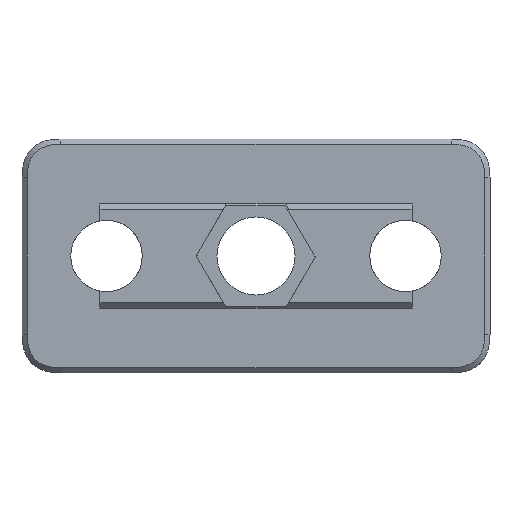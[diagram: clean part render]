
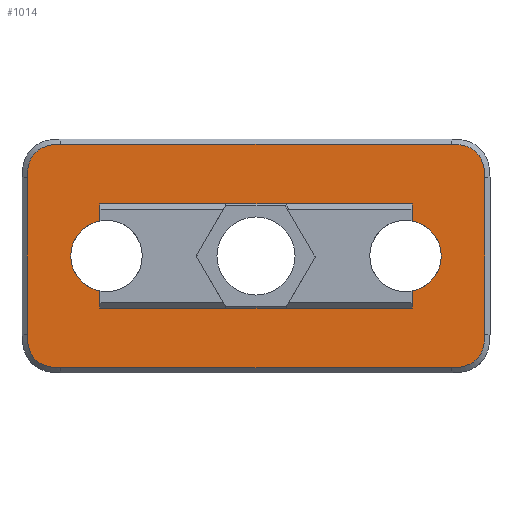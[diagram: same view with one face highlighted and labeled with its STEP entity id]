
A CAD part, left-side view. The second image highlights one B-rep face of the part: STEP entity #1014.
In plain terms, the highlighted planar face has unit normal (-1, 0, 0).
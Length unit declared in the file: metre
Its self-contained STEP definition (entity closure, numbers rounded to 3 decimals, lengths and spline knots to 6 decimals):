
#26=B_SPLINE_CURVE_WITH_KNOTS('',3,(#1659,#1660,#1661,#1662,#1663,#1664,
#1665),.UNSPECIFIED.,.F.,.F.,(4,1,1,1,4),(0.,0.001054,0.002108,
0.003161,0.004215),.UNSPECIFIED.);
#27=B_SPLINE_CURVE_WITH_KNOTS('',3,(#1699,#1700,#1701,#1702,#1703,#1704,
#1705),.UNSPECIFIED.,.F.,.F.,(4,1,1,1,4),(0.,0.001054,0.002108,
0.003163,0.004217),.UNSPECIFIED.);
#30=B_SPLINE_CURVE_WITH_KNOTS('',3,(#1765,#1766,#1767,#1768,#1769,#1770,
#1771),.UNSPECIFIED.,.F.,.F.,(4,1,1,1,4),(0.,0.001054,0.002108,
0.003161,0.004215),.UNSPECIFIED.);
#31=B_SPLINE_CURVE_WITH_KNOTS('',3,(#1805,#1806,#1807,#1808,#1809,#1810,
#1811),.UNSPECIFIED.,.F.,.F.,(4,1,1,1,4),(0.,0.001054,0.002108,
0.003163,0.004217),.UNSPECIFIED.);
#55=CIRCLE('',#1070,0.00275);
#57=CIRCLE('',#1073,0.00275);
#212=ORIENTED_EDGE('',*,*,#431,.F.);
#213=ORIENTED_EDGE('',*,*,#453,.F.);
#214=ORIENTED_EDGE('',*,*,#456,.F.);
#215=ORIENTED_EDGE('',*,*,#457,.T.);
#216=ORIENTED_EDGE('',*,*,#428,.F.);
#217=ORIENTED_EDGE('',*,*,#458,.T.);
#218=ORIENTED_EDGE('',*,*,#452,.F.);
#219=ORIENTED_EDGE('',*,*,#459,.F.);
#220=ORIENTED_EDGE('',*,*,#408,.T.);
#221=ORIENTED_EDGE('',*,*,#403,.T.);
#222=ORIENTED_EDGE('',*,*,#410,.T.);
#223=ORIENTED_EDGE('',*,*,#416,.T.);
#224=ORIENTED_EDGE('',*,*,#422,.T.);
#225=ORIENTED_EDGE('',*,*,#424,.T.);
#226=ORIENTED_EDGE('',*,*,#420,.T.);
#227=ORIENTED_EDGE('',*,*,#414,.T.);
#403=EDGE_CURVE('',#537,#536,#629,.T.);
#408=EDGE_CURVE('',#540,#537,#26,.T.);
#410=EDGE_CURVE('',#536,#541,#27,.T.);
#414=EDGE_CURVE('',#543,#540,#636,.T.);
#416=EDGE_CURVE('',#541,#546,#638,.T.);
#420=EDGE_CURVE('',#548,#543,#30,.T.);
#422=EDGE_CURVE('',#546,#549,#31,.T.);
#424=EDGE_CURVE('',#549,#548,#642,.T.);
#428=EDGE_CURVE('',#552,#553,#55,.T.);
#431=EDGE_CURVE('',#555,#556,#57,.T.);
#452=EDGE_CURVE('',#564,#563,#664,.T.);
#453=EDGE_CURVE('',#565,#555,#665,.T.);
#456=EDGE_CURVE('',#566,#565,#668,.T.);
#457=EDGE_CURVE('',#566,#553,#669,.T.);
#458=EDGE_CURVE('',#552,#563,#670,.T.);
#459=EDGE_CURVE('',#556,#564,#671,.T.);
#536=VERTEX_POINT('',#1613);
#537=VERTEX_POINT('',#1615);
#540=VERTEX_POINT('',#1651);
#541=VERTEX_POINT('',#1697);
#543=VERTEX_POINT('',#1715);
#546=VERTEX_POINT('',#1722);
#548=VERTEX_POINT('',#1757);
#549=VERTEX_POINT('',#1803);
#552=VERTEX_POINT('',#1826);
#553=VERTEX_POINT('',#1828);
#555=VERTEX_POINT('',#1834);
#556=VERTEX_POINT('',#1835);
#563=VERTEX_POINT('',#1898);
#564=VERTEX_POINT('',#1900);
#565=VERTEX_POINT('',#1904);
#566=VERTEX_POINT('',#1908);
#629=LINE('',#1614,#736);
#636=LINE('',#1718,#743);
#638=LINE('',#1723,#745);
#642=LINE('',#1820,#749);
#664=LINE('',#1901,#771);
#665=LINE('',#1903,#772);
#668=LINE('',#1909,#775);
#669=LINE('',#1911,#776);
#670=LINE('',#1913,#777);
#671=LINE('',#1914,#778);
#736=VECTOR('',#1178,1.);
#743=VECTOR('',#1187,1.);
#745=VECTOR('',#1191,1.);
#749=VECTOR('',#1197,1.);
#771=VECTOR('',#1237,1.);
#772=VECTOR('',#1240,1.);
#775=VECTOR('',#1245,1.);
#776=VECTOR('',#1248,1.);
#777=VECTOR('',#1251,1.);
#778=VECTOR('',#1252,1.);
#832=EDGE_LOOP('',(#212,#213,#214,#215,#216,#217,#218,#219));
#833=EDGE_LOOP('',(#220,#221,#222,#223,#224,#225,#226,#227));
#903=FACE_BOUND('',#832,.T.);
#904=FACE_BOUND('',#833,.T.);
#958=PLANE('',#1080);
#1014=ADVANCED_FACE('',(#903,#904),#958,.T.);
#1070=AXIS2_PLACEMENT_3D('',#1827,#1204,#1205);
#1073=AXIS2_PLACEMENT_3D('',#1833,#1211,#1212);
#1080=AXIS2_PLACEMENT_3D('',#1912,#1249,#1250);
#1178=DIRECTION('',(0.,-1.,0.));
#1187=DIRECTION('',(0.,0.,-1.));
#1191=DIRECTION('',(0.,0.,1.));
#1197=DIRECTION('',(0.,1.,0.));
#1204=DIRECTION('',(-1.,0.,0.));
#1205=DIRECTION('',(0.,0.,1.));
#1211=DIRECTION('',(-1.,0.,0.));
#1212=DIRECTION('',(0.,0.,1.));
#1237=DIRECTION('',(0.,1.,0.));
#1240=DIRECTION('',(0.,0.,1.));
#1245=DIRECTION('',(0.,-1.,0.));
#1248=DIRECTION('',(0.,0.,1.));
#1249=DIRECTION('',(-1.,0.,0.));
#1250=DIRECTION('',(0.,-1.,0.));
#1251=DIRECTION('',(0.,0.,1.));
#1252=DIRECTION('',(0.,0.,1.));
#1613=CARTESIAN_POINT('',(-0.01819,0.122209,0.049303));
#1614=CARTESIAN_POINT('',(-0.01819,0.122209,0.049303));
#1615=CARTESIAN_POINT('',(-0.01819,0.152209,0.049303));
#1651=CARTESIAN_POINT('',(-0.01819,0.154809,0.051903));
#1659=CARTESIAN_POINT('',(-0.01819,0.154809,0.051903));
#1660=CARTESIAN_POINT('',(-0.01819,0.154808,0.051548));
#1661=CARTESIAN_POINT('',(-0.01819,0.154753,0.050846));
#1662=CARTESIAN_POINT('',(-0.01819,0.154259,0.049852));
#1663=CARTESIAN_POINT('',(-0.01819,0.153272,0.049361));
#1664=CARTESIAN_POINT('',(-0.01819,0.152564,0.049303));
#1665=CARTESIAN_POINT('',(-0.01819,0.152209,0.049303));
#1697=CARTESIAN_POINT('',(-0.01819,0.119609,0.051903));
#1699=CARTESIAN_POINT('',(-0.01819,0.122209,0.049303));
#1700=CARTESIAN_POINT('',(-0.01819,0.121854,0.049303));
#1701=CARTESIAN_POINT('',(-0.01819,0.121152,0.049359));
#1702=CARTESIAN_POINT('',(-0.01819,0.120158,0.049853));
#1703=CARTESIAN_POINT('',(-0.01819,0.119667,0.05084));
#1704=CARTESIAN_POINT('',(-0.01819,0.119609,0.051548));
#1705=CARTESIAN_POINT('',(-0.01819,0.119609,0.051903));
#1715=CARTESIAN_POINT('',(-0.01819,0.154809,0.063903));
#1718=CARTESIAN_POINT('',(-0.01819,0.154809,0.051903));
#1722=CARTESIAN_POINT('',(-0.01819,0.119609,0.063903));
#1723=CARTESIAN_POINT('',(-0.01819,0.119609,0.057903));
#1757=CARTESIAN_POINT('',(-0.01819,0.152209,0.066503));
#1765=CARTESIAN_POINT('',(-0.01819,0.152209,0.066503));
#1766=CARTESIAN_POINT('',(-0.01819,0.152563,0.066502));
#1767=CARTESIAN_POINT('',(-0.01819,0.153265,0.066446));
#1768=CARTESIAN_POINT('',(-0.01819,0.154259,0.065952));
#1769=CARTESIAN_POINT('',(-0.01819,0.15475,0.064966));
#1770=CARTESIAN_POINT('',(-0.01819,0.154808,0.064257));
#1771=CARTESIAN_POINT('',(-0.01819,0.154809,0.063903));
#1803=CARTESIAN_POINT('',(-0.01819,0.122209,0.066503));
#1805=CARTESIAN_POINT('',(-0.01819,0.119609,0.063903));
#1806=CARTESIAN_POINT('',(-0.01819,0.119609,0.064257));
#1807=CARTESIAN_POINT('',(-0.01819,0.119665,0.06496));
#1808=CARTESIAN_POINT('',(-0.01819,0.120159,0.065953));
#1809=CARTESIAN_POINT('',(-0.01819,0.121146,0.066444));
#1810=CARTESIAN_POINT('',(-0.01819,0.121854,0.066502));
#1811=CARTESIAN_POINT('',(-0.01819,0.122209,0.066503));
#1820=CARTESIAN_POINT('',(-0.01819,0.126729,0.066503));
#1826=CARTESIAN_POINT('',(-0.01819,0.149209,0.060607));
#1827=CARTESIAN_POINT('',(-0.01819,0.148709,0.057903));
#1828=CARTESIAN_POINT('',(-0.01819,0.149209,0.055198));
#1833=CARTESIAN_POINT('',(-0.01819,0.125709,0.057903));
#1834=CARTESIAN_POINT('',(-0.01819,0.125209,0.055198));
#1835=CARTESIAN_POINT('',(-0.01819,0.125209,0.060607));
#1898=CARTESIAN_POINT('',(-0.01819,0.149209,0.061903));
#1900=CARTESIAN_POINT('',(-0.01819,0.125209,0.061903));
#1901=CARTESIAN_POINT('',(-0.01819,0.137209,0.061903));
#1903=CARTESIAN_POINT('',(-0.01819,0.125209,0.057903));
#1904=CARTESIAN_POINT('',(-0.01819,0.125209,0.053903));
#1908=CARTESIAN_POINT('',(-0.01819,0.149209,0.053903));
#1909=CARTESIAN_POINT('',(-0.01819,0.137209,0.053903));
#1911=CARTESIAN_POINT('',(-0.01819,0.149209,0.057903));
#1912=CARTESIAN_POINT('',(-0.01819,0.126729,0.057903));
#1913=CARTESIAN_POINT('',(-0.01819,0.149209,0.057903));
#1914=CARTESIAN_POINT('',(-0.01819,0.125209,0.057903));
